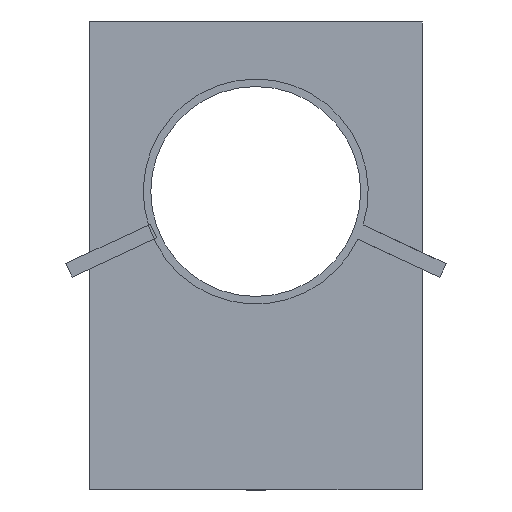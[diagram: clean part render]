
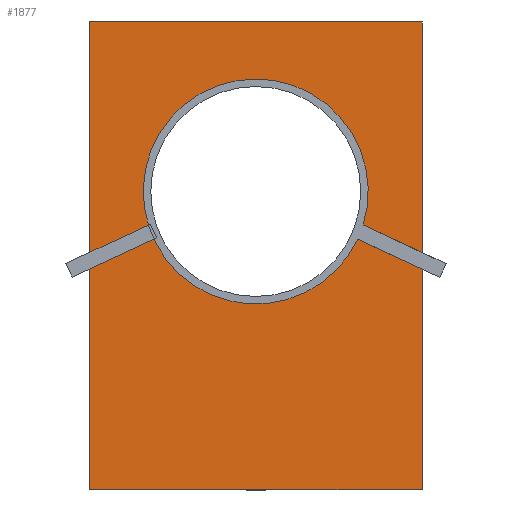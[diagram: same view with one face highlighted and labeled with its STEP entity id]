
A CAD part, front view. The second image highlights one B-rep face of the part: STEP entity #1877.
In plain terms, the highlighted planar face has unit normal (0, -1, 0).
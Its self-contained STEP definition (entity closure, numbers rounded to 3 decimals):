
#205=CIRCLE('',#2030,7.5);
#291=FACE_OUTER_BOUND('',#400,.T.);
#400=EDGE_LOOP('',(#1698,#1699,#1700,#1701,#1702,#1703,#1704,#1705));
#416=LINE('',#2504,#562);
#529=LINE('',#8162,#675);
#532=LINE('',#8167,#678);
#534=LINE('',#8171,#680);
#536=LINE('',#8174,#682);
#537=LINE('',#8175,#683);
#541=LINE('',#8185,#687);
#562=VECTOR('',#2052,10.);
#675=VECTOR('',#2429,10.);
#678=VECTOR('',#2434,10.);
#680=VECTOR('',#2438,10.);
#682=VECTOR('',#2442,10.);
#683=VECTOR('',#2443,10.);
#687=VECTOR('',#2453,10.);
#701=VERTEX_POINT('',#2489);
#702=VERTEX_POINT('',#2490);
#706=VERTEX_POINT('',#2499);
#883=VERTEX_POINT('',#8160);
#884=VERTEX_POINT('',#8161);
#885=VERTEX_POINT('',#8166);
#886=VERTEX_POINT('',#8170);
#889=VERTEX_POINT('',#8183);
#905=EDGE_CURVE('',#706,#702,#416,.T.);
#1150=EDGE_CURVE('',#883,#884,#529,.T.);
#1153=EDGE_CURVE('',#884,#885,#532,.T.);
#1155=EDGE_CURVE('',#885,#886,#534,.T.);
#1157=EDGE_CURVE('',#702,#886,#536,.T.);
#1158=EDGE_CURVE('',#883,#701,#537,.T.);
#1163=EDGE_CURVE('',#701,#889,#541,.T.);
#1165=EDGE_CURVE('',#889,#706,#205,.T.);
#1698=ORIENTED_EDGE('',*,*,#905,.T.);
#1699=ORIENTED_EDGE('',*,*,#1157,.T.);
#1700=ORIENTED_EDGE('',*,*,#1155,.F.);
#1701=ORIENTED_EDGE('',*,*,#1153,.F.);
#1702=ORIENTED_EDGE('',*,*,#1150,.F.);
#1703=ORIENTED_EDGE('',*,*,#1158,.T.);
#1704=ORIENTED_EDGE('',*,*,#1163,.T.);
#1705=ORIENTED_EDGE('',*,*,#1165,.T.);
#1784=PLANE('',#2029);
#1877=ADVANCED_FACE('',(#291),#1784,.T.);
#2029=AXIS2_PLACEMENT_3D('',#8187,#2455,#2456);
#2030=AXIS2_PLACEMENT_3D('',#8188,#2457,#2458);
#2052=DIRECTION('',(0.906,0.,-0.423));
#2429=DIRECTION('',(-1.,0.,0.));
#2434=DIRECTION('',(0.,0.,1.));
#2438=DIRECTION('',(1.,0.,0.));
#2442=DIRECTION('',(0.,0.,1.));
#2443=DIRECTION('',(0.,0.,1.));
#2453=DIRECTION('',(-0.906,0.,0.423));
#2455=DIRECTION('center_axis',(0.,-1.,0.));
#2456=DIRECTION('ref_axis',(1.,0.,0.));
#2457=DIRECTION('center_axis',(0.,1.,0.));
#2458=DIRECTION('ref_axis',(1.,0.,0.));
#2489=CARTESIAN_POINT('',(11.1,-21.15,3.524));
#2490=CARTESIAN_POINT('',(11.1,-21.15,4.627));
#2499=CARTESIAN_POINT('',(7.159,-21.15,6.465));
#2504=CARTESIAN_POINT('',(11.555,-21.15,4.415));
#8160=CARTESIAN_POINT('',(11.1,-21.15,-11.2));
#8161=CARTESIAN_POINT('',(-11.1,-21.15,-11.2));
#8162=CARTESIAN_POINT('',(11.1,-21.15,-11.2));
#8166=CARTESIAN_POINT('',(-11.1,-21.15,20.));
#8167=CARTESIAN_POINT('',(-11.1,-21.15,0.));
#8170=CARTESIAN_POINT('',(11.1,-21.15,20.));
#8171=CARTESIAN_POINT('',(-11.1,-21.15,20.));
#8174=CARTESIAN_POINT('',(11.1,-21.15,0.));
#8175=CARTESIAN_POINT('',(11.1,-21.15,0.));
#8183=CARTESIAN_POINT('',(6.797,-21.15,5.53));
#8185=CARTESIAN_POINT('',(9.229,-21.15,4.396));
#8187=CARTESIAN_POINT('Origin',(10.1,-21.15,0.));
#8188=CARTESIAN_POINT('Origin',(0.,-21.15,8.7));
